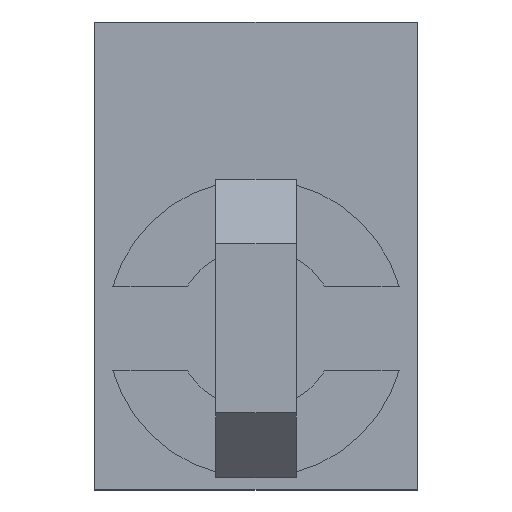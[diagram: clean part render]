
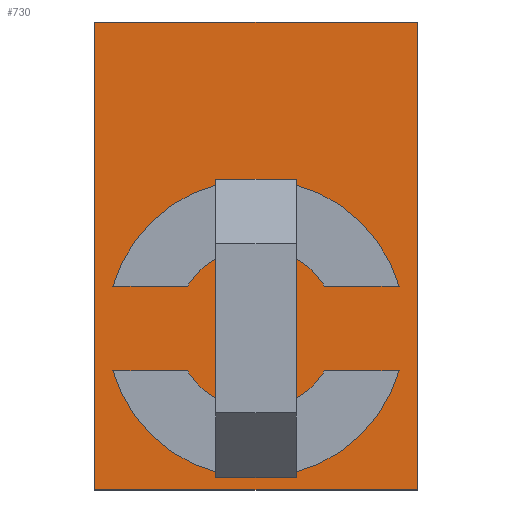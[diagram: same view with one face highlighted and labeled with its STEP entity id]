
A CAD part, top view. The second image highlights one B-rep face of the part: STEP entity #730.
In plain terms, the highlighted face is planar.
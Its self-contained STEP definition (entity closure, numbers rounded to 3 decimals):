
#730=ADVANCED_FACE('',(#991,#992,#993,#994),#995,.T.);
#991=FACE_BOUND('',#1238,.T.);
#992=FACE_BOUND('',#1239,.T.);
#993=FACE_BOUND('',#1240,.T.);
#994=FACE_OUTER_BOUND('',#1241,.T.);
#995=PLANE('',#1242);
#1238=EDGE_LOOP('',(#1662,#1663,#1664,#1665));
#1239=EDGE_LOOP('',(#1666,#1667,#1668,#1669));
#1240=EDGE_LOOP('',(#1670));
#1241=EDGE_LOOP('',(#1671,#1672,#1673,#1674));
#1242=AXIS2_PLACEMENT_3D('',#1675,#1676,#1677);
#1662=ORIENTED_EDGE('',*,*,#2089,.F.);
#1663=ORIENTED_EDGE('',*,*,#2090,.F.);
#1664=ORIENTED_EDGE('',*,*,#2091,.F.);
#1665=ORIENTED_EDGE('',*,*,#2092,.F.);
#1666=ORIENTED_EDGE('',*,*,#2093,.F.);
#1667=ORIENTED_EDGE('',*,*,#2094,.F.);
#1668=ORIENTED_EDGE('',*,*,#2095,.F.);
#1669=ORIENTED_EDGE('',*,*,#2096,.F.);
#1670=ORIENTED_EDGE('',*,*,#2097,.F.);
#1671=ORIENTED_EDGE('',*,*,#2098,.F.);
#1672=ORIENTED_EDGE('',*,*,#2087,.F.);
#1673=ORIENTED_EDGE('',*,*,#2099,.T.);
#1674=ORIENTED_EDGE('',*,*,#2100,.T.);
#1675=CARTESIAN_POINT('',(8.0,20.0,-29.0));
#1676=DIRECTION('',(1.0,0.0,0.));
#1677=DIRECTION('',(0.,0.0,1.0));
#2087=EDGE_CURVE('',#2384,#2380,#2386,.T.);
#2089=EDGE_CURVE('',#2388,#2389,#2390,.T.);
#2090=EDGE_CURVE('',#2391,#2388,#2392,.T.);
#2091=EDGE_CURVE('',#2393,#2391,#2394,.T.);
#2092=EDGE_CURVE('',#2389,#2393,#2395,.T.);
#2093=EDGE_CURVE('',#2396,#2397,#2398,.T.);
#2094=EDGE_CURVE('',#2399,#2396,#2400,.T.);
#2095=EDGE_CURVE('',#2401,#2399,#2402,.T.);
#2096=EDGE_CURVE('',#2397,#2401,#2403,.T.);
#2097=EDGE_CURVE('',#2404,#2404,#2405,.T.);
#2098=EDGE_CURVE('',#2380,#2406,#2407,.T.);
#2099=EDGE_CURVE('',#2384,#2408,#2409,.T.);
#2100=EDGE_CURVE('',#2408,#2406,#2410,.T.);
#2380=VERTEX_POINT('',#2866);
#2384=VERTEX_POINT('',#2872);
#2386=LINE('',#2875,#2876);
#2388=VERTEX_POINT('',#2878);
#2389=VERTEX_POINT('',#2879);
#2390=CIRCLE('',#2880,10.0);
#2391=VERTEX_POINT('',#2881);
#2392=LINE('',#2882,#2883);
#2393=VERTEX_POINT('',#2884);
#2394=CIRCLE('',#2885,18.5);
#2395=LINE('',#2886,#2887);
#2396=VERTEX_POINT('',#2888);
#2397=VERTEX_POINT('',#2889);
#2398=CIRCLE('',#2890,10.0);
#2399=VERTEX_POINT('',#2891);
#2400=LINE('',#2892,#2893);
#2401=VERTEX_POINT('',#2894);
#2402=CIRCLE('',#2895,18.5);
#2403=LINE('',#2896,#2897);
#2404=VERTEX_POINT('',#2898);
#2405=CIRCLE('',#2899,4.1);
#2406=VERTEX_POINT('',#2900);
#2407=LINE('',#2901,#2902);
#2408=VERTEX_POINT('',#2903);
#2409=LINE('',#2904,#2905);
#2410=LINE('',#2906,#2907);
#2866=CARTESIAN_POINT('',(8.0,-20.0,-58.0));
#2872=CARTESIAN_POINT('',(8.0,20.0,-58.0));
#2875=CARTESIAN_POINT('',(8.0,20.0,-58.0));
#2876=VECTOR('',#3246,1.0);
#2878=CARTESIAN_POINT('',(8.0,8.511,-43.25));
#2879=CARTESIAN_POINT('',(8.0,-8.511,-43.25));
#2880=AXIS2_PLACEMENT_3D('',#3247,#3248,#3249);
#2881=CARTESIAN_POINT('',(8.0,17.739,-43.25));
#2882=CARTESIAN_POINT('',(8.0,13.125,-43.25));
#2883=VECTOR('',#3250,1.0);
#2884=CARTESIAN_POINT('',(8.0,-17.739,-43.25));
#2885=AXIS2_PLACEMENT_3D('',#3251,#3252,#3253);
#2886=CARTESIAN_POINT('',(8.0,-13.125,-43.25));
#2887=VECTOR('',#3254,1.0);
#2888=CARTESIAN_POINT('',(8.0,-8.511,-32.75));
#2889=CARTESIAN_POINT('',(8.0,8.511,-32.75));
#2890=AXIS2_PLACEMENT_3D('',#3255,#3256,#3257);
#2891=CARTESIAN_POINT('',(8.0,-17.739,-32.75));
#2892=CARTESIAN_POINT('',(8.0,-13.125,-32.75));
#2893=VECTOR('',#3258,1.0);
#2894=CARTESIAN_POINT('',(8.0,17.739,-32.75));
#2895=AXIS2_PLACEMENT_3D('',#3259,#3260,#3261);
#2896=CARTESIAN_POINT('',(8.0,13.125,-32.75));
#2897=VECTOR('',#3262,1.0);
#2898=CARTESIAN_POINT('',(8.0,0.0,-42.1));
#2899=AXIS2_PLACEMENT_3D('',#3263,#3264,#3265);
#2900=CARTESIAN_POINT('',(8.0,-20.0,0.0));
#2901=CARTESIAN_POINT('',(8.0,-20.0,-29.0));
#2902=VECTOR('',#3266,1.0);
#2903=CARTESIAN_POINT('',(8.0,20.0,0.0));
#2904=CARTESIAN_POINT('',(8.0,20.0,-29.0));
#2905=VECTOR('',#3267,1.0);
#2906=CARTESIAN_POINT('',(8.0,20.0,0.0));
#2907=VECTOR('',#3268,1.0);
#3246=DIRECTION('',(0.0,-1.0,0.0));
#3247=CARTESIAN_POINT('',(8.0,0.0,-38.0));
#3248=DIRECTION('',(-1.0,0.0,0.));
#3249=DIRECTION('',(0.,0.0,1.0));
#3250=DIRECTION('',(0.,-1.0,0.));
#3251=CARTESIAN_POINT('',(8.0,0.0,-38.0));
#3252=DIRECTION('',(1.0,0.0,0.));
#3253=DIRECTION('',(0.,0.0,1.0));
#3254=DIRECTION('',(0.,-1.0,0.));
#3255=CARTESIAN_POINT('',(8.0,0.0,-38.0));
#3256=DIRECTION('',(-1.0,0.0,0.));
#3257=DIRECTION('',(0.,0.0,1.0));
#3258=DIRECTION('',(0.,1.0,0.));
#3259=CARTESIAN_POINT('',(8.0,0.0,-38.0));
#3260=DIRECTION('',(1.0,0.0,0.));
#3261=DIRECTION('',(0.,0.0,1.0));
#3262=DIRECTION('',(0.,1.0,0.));
#3263=CARTESIAN_POINT('',(8.0,0.0,-38.0));
#3264=DIRECTION('',(1.0,0.0,0.));
#3265=DIRECTION('',(0.,0.0,-1.0));
#3266=DIRECTION('',(0.,0.0,1.0));
#3267=DIRECTION('',(0.,0.0,1.0));
#3268=DIRECTION('',(0.0,-1.0,0.0));
